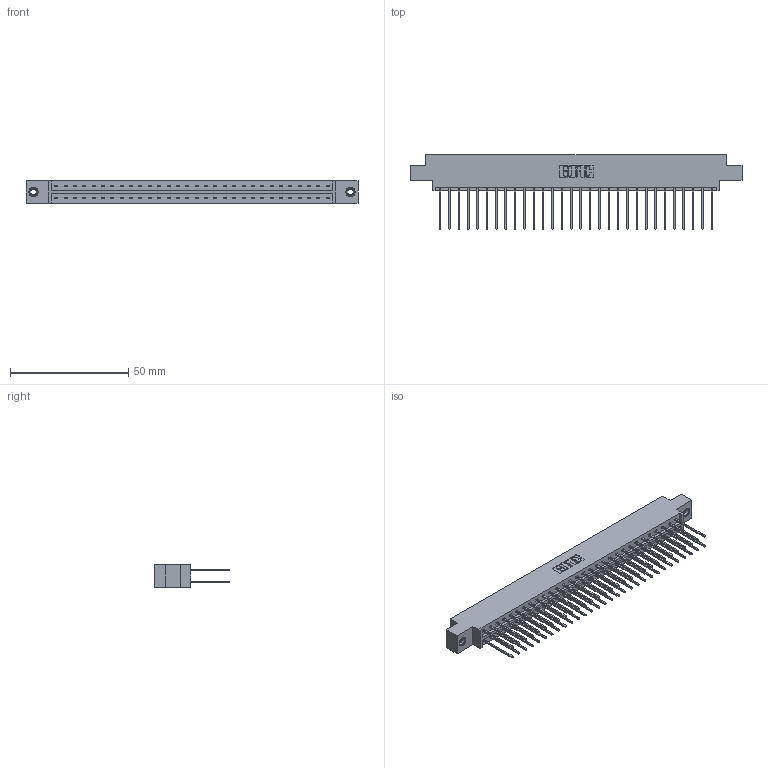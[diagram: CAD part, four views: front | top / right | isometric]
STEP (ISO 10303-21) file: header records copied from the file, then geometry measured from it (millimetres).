
FILE_DESCRIPTION (( 'STEP AP203' ), '1' );
FILE_NAME ('333-060-542-808.STEP', '2018-08-04T07:24:18', ( '' ), ( '' ), 'SwSTEP 2.0', 'SolidWorks 2016', '' );
FILE_SCHEMA (( 'CONFIG_CONTROL_DESIGN' ));
Length unit declared in the file: inch
Products named in the file (4): 345-292-001_345-293-142; 345-250-001_345-250-003-102; 333-060-542-808; 333 Part_Offset - .156 Dia - TI
Assembly tree (63 placements, depth 2):
  333-060-542-808
    333 Part_Offset - .156 Dia - TI
    345-292-001_345-293-142  x60
    345-250-001_345-250-003-102  x2
Bounding box: 140.41 x 31.63 x 9.4 mm (x, y, z)
Volume: 14268.3 mm3; surface area: 18366.3 mm2
Topology: 63 solids, 63 shells, 3298 faces, 9759 edges, 6418 vertices
Faces by surface type: plane 2266, cylinder 1016, cone 12, torus 4
Entity records: 22188 total; most frequent: CARTESIAN_POINT 3677, ORIENTED_EDGE 3606, DIRECTION 3193, EDGE_CURVE 1803, LINE 1655, VECTOR 1655, VERTEX_POINT 1196, AXIS2_PLACEMENT_3D 769
